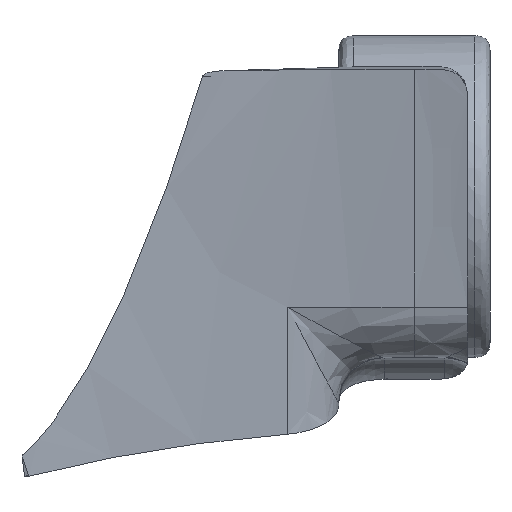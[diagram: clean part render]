
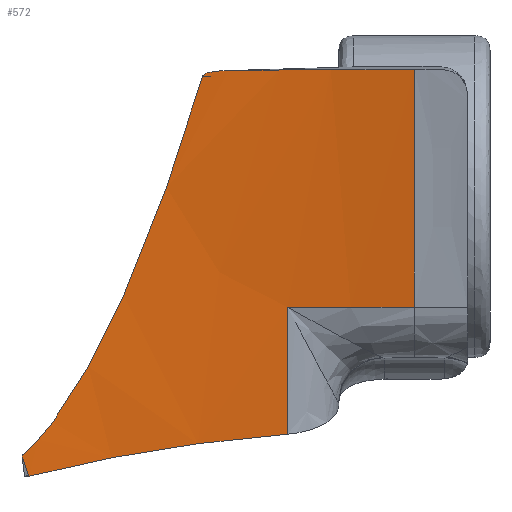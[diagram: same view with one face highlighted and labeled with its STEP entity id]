
A CAD part, top view. The second image highlights one B-rep face of the part: STEP entity #572.
In plain terms, the highlighted free-form (B-spline) face has degree [3, 3] with [5, 5] control points.
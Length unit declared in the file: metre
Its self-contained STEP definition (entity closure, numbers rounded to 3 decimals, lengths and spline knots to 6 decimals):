
#170=ORIENTED_EDGE('',*,*,#301,.F.);
#171=ORIENTED_EDGE('',*,*,#290,.F.);
#172=ORIENTED_EDGE('',*,*,#254,.F.);
#173=ORIENTED_EDGE('',*,*,#320,.F.);
#174=ORIENTED_EDGE('',*,*,#305,.F.);
#175=ORIENTED_EDGE('',*,*,#322,.F.);
#176=ORIENTED_EDGE('',*,*,#323,.F.);
#177=ORIENTED_EDGE('',*,*,#324,.F.);
#254=EDGE_CURVE('',#342,#343,#399,.T.);
#290=EDGE_CURVE('',#343,#373,#425,.T.);
#301=EDGE_CURVE('',#373,#381,#435,.T.);
#305=EDGE_CURVE('',#384,#385,#438,.T.);
#320=EDGE_CURVE('',#385,#342,#445,.T.);
#322=EDGE_CURVE('',#393,#384,#447,.T.);
#323=EDGE_CURVE('',#394,#393,#448,.F.);
#324=EDGE_CURVE('',#381,#394,#449,.F.);
#342=VERTEX_POINT('',#710);
#343=VERTEX_POINT('',#711);
#373=VERTEX_POINT('',#1073);
#381=VERTEX_POINT('',#1159);
#384=VERTEX_POINT('',#1183);
#385=VERTEX_POINT('',#1188);
#393=VERTEX_POINT('',#1320);
#394=VERTEX_POINT('',#1325);
#399=B_SPLINE_CURVE_WITH_KNOTS('',3,(#706,#707,#708,#709),.UNSPECIFIED.,
 .F.,.F.,(4,4),(0.004214,0.013326),.UNSPECIFIED.);
#425=B_SPLINE_CURVE_WITH_KNOTS('',3,(#1069,#1070,#1071,#1072),
 .UNSPECIFIED.,.F.,.F.,(4,4),(0.000097,0.000871),
 .UNSPECIFIED.);
#435=B_SPLINE_CURVE_WITH_KNOTS('',3,(#1151,#1152,#1153,#1154,#1155,#1156,
#1157,#1158),.UNSPECIFIED.,.F.,.F.,(4,1,1,1,1,4),(0.,0.001763,
0.003525,0.00705,0.010575,0.014101),
 .UNSPECIFIED.);
#438=B_SPLINE_CURVE_WITH_KNOTS('',3,(#1184,#1185,#1186,#1187),
 .UNSPECIFIED.,.F.,.F.,(4,4),(0.,0.004213),
 .UNSPECIFIED.);
#445=B_SPLINE_CURVE_WITH_KNOTS('',3,(#1282,#1283,#1284,#1285),
 .UNSPECIFIED.,.F.,.F.,(4,4),(0.,0.004252),
 .UNSPECIFIED.);
#447=B_SPLINE_CURVE_WITH_KNOTS('',3,(#1316,#1317,#1318,#1319),
 .UNSPECIFIED.,.F.,.F.,(4,4),(0.113874,0.139802),
 .UNSPECIFIED.);
#448=B_SPLINE_CURVE_WITH_KNOTS('',3,(#1321,#1322,#1323,#1324),
 .UNSPECIFIED.,.F.,.F.,(4,4),(0.,0.88174),.UNSPECIFIED.);
#449=B_SPLINE_CURVE_WITH_KNOTS('',3,(#1326,#1327,#1328,#1329,#1330,#1331,
#1332,#1333,#1334,#1335),.UNSPECIFIED.,.F.,.F.,(4,1,1,1,1,1,1,4),(0.,0.25,
0.375,0.4375,0.5,0.625,0.75,1.),.UNSPECIFIED.);
#484=EDGE_LOOP('',(#170,#171,#172,#173,#174,#175,#176,#177));
#525=FACE_BOUND('',#484,.T.);
#549=B_SPLINE_SURFACE_WITH_KNOTS('',3,3,((#1291,#1292,#1293,#1294,#1295),
(#1296,#1297,#1298,#1299,#1300),(#1301,#1302,#1303,#1304,#1305),(#1306,
#1307,#1308,#1309,#1310),(#1311,#1312,#1313,#1314,#1315)),.UNSPECIFIED.,
 .F.,.F.,.F.,(4,1,4),(4,1,4),(0.913936,0.956968,1.),(0.113608,
0.136041,0.158473),.UNSPECIFIED.);
#572=ADVANCED_FACE('',(#525),#549,.F.);
#706=CARTESIAN_POINT('',(-0.0042,0.03777,-0.020465));
#707=CARTESIAN_POINT('',(-0.007197,0.037531,-0.02004));
#708=CARTESIAN_POINT('',(-0.010076,0.03706,-0.019165));
#709=CARTESIAN_POINT('',(-0.012744,0.036374,-0.017869));
#710=CARTESIAN_POINT('',(-0.0042,0.03777,-0.020465));
#711=CARTESIAN_POINT('',(-0.012744,0.036374,-0.017869));
#1069=CARTESIAN_POINT('',(-0.012744,0.036374,-0.017869));
#1070=CARTESIAN_POINT('',(-0.01282,0.036608,-0.017791));
#1071=CARTESIAN_POINT('',(-0.012895,0.036843,-0.017713));
#1072=CARTESIAN_POINT('',(-0.012968,0.037079,-0.017636));
#1073=CARTESIAN_POINT('',(-0.012968,0.037079,-0.017636));
#1151=CARTESIAN_POINT('',(-0.012968,0.037079,-0.017636));
#1152=CARTESIAN_POINT('',(-0.012529,0.03744,-0.017814));
#1153=CARTESIAN_POINT('',(-0.01178,0.038327,-0.018047));
#1154=CARTESIAN_POINT('',(-0.010539,0.04031,-0.018281));
#1155=CARTESIAN_POINT('',(-0.009301,0.04295,-0.018305));
#1156=CARTESIAN_POINT('',(-0.00805,0.04624,-0.018107));
#1157=CARTESIAN_POINT('',(-0.007338,0.04846,-0.017862));
#1158=CARTESIAN_POINT('',(-0.007008,0.049575,-0.017717));
#1159=CARTESIAN_POINT('',(-0.007008,0.049575,-0.017717));
#1183=CARTESIAN_POINT('',(0.,0.04197,-0.020126));
#1184=CARTESIAN_POINT('',(0.,0.04197,-0.020126));
#1185=CARTESIAN_POINT('',(-0.001405,0.04197,-0.020126));
#1186=CARTESIAN_POINT('',(-0.002806,0.04197,-0.020017));
#1187=CARTESIAN_POINT('',(-0.004193,0.04197,-0.019799));
#1188=CARTESIAN_POINT('',(-0.004193,0.04197,-0.019799));
#1282=CARTESIAN_POINT('',(-0.004193,0.04197,-0.019799));
#1283=CARTESIAN_POINT('',(-0.004196,0.040573,-0.020036));
#1284=CARTESIAN_POINT('',(-0.004198,0.039173,-0.020258));
#1285=CARTESIAN_POINT('',(-0.0042,0.03777,-0.020465));
#1291=CARTESIAN_POINT('',(-0.011601,0.049905,-0.015794));
#1292=CARTESIAN_POINT('',(-0.011901,0.047679,-0.016164));
#1293=CARTESIAN_POINT('',(-0.01246,0.043122,-0.016862));
#1294=CARTESIAN_POINT('',(-0.01291,0.038554,-0.017435));
#1295=CARTESIAN_POINT('',(-0.013108,0.036293,-0.017686));
#1296=CARTESIAN_POINT('',(-0.009857,0.049904,-0.016719));
#1297=CARTESIAN_POINT('',(-0.010112,0.047678,-0.01712));
#1298=CARTESIAN_POINT('',(-0.010587,0.043122,-0.017875));
#1299=CARTESIAN_POINT('',(-0.01097,0.038553,-0.018493));
#1300=CARTESIAN_POINT('',(-0.011138,0.036293,-0.018764));
#1301=CARTESIAN_POINT('',(-0.006087,0.049904,-0.018145));
#1302=CARTESIAN_POINT('',(-0.006245,0.047678,-0.018593));
#1303=CARTESIAN_POINT('',(-0.006539,0.043121,-0.019436));
#1304=CARTESIAN_POINT('',(-0.006776,0.038553,-0.020125));
#1305=CARTESIAN_POINT('',(-0.00688,0.036292,-0.020427));
#1306=CARTESIAN_POINT('',(-0.002029,0.049904,-0.018633));
#1307=CARTESIAN_POINT('',(-0.002082,0.047678,-0.019098));
#1308=CARTESIAN_POINT('',(-0.00218,0.043121,-0.019971));
#1309=CARTESIAN_POINT('',(-0.002259,0.038553,-0.020684));
#1310=CARTESIAN_POINT('',(-0.002293,0.036292,-0.020997));
#1311=CARTESIAN_POINT('',(0.,0.049904,-0.018632));
#1312=CARTESIAN_POINT('',(0.,0.047678,-0.019097));
#1313=CARTESIAN_POINT('',(0.,0.043121,-0.01997));
#1314=CARTESIAN_POINT('',(0.,0.038553,-0.020683));
#1315=CARTESIAN_POINT('',(0.,0.036292,-0.020996));
#1316=CARTESIAN_POINT('',(0.,0.049825,-0.018649));
#1317=CARTESIAN_POINT('',(0.,0.04725,-0.019185));
#1318=CARTESIAN_POINT('',(0.,0.044609,-0.019683));
#1319=CARTESIAN_POINT('',(0.,0.04197,-0.020126));
#1320=CARTESIAN_POINT('',(0.,0.049825,-0.018649));
#1321=CARTESIAN_POINT('',(0.,0.049825,-0.018649));
#1322=CARTESIAN_POINT('',(-0.002092,0.049825,-0.018649));
#1323=CARTESIAN_POINT('',(-0.004141,0.049811,-0.0184));
#1324=CARTESIAN_POINT('',(-0.006145,0.049785,-0.017904));
#1325=CARTESIAN_POINT('',(-0.006145,0.049785,-0.017904));
#1326=CARTESIAN_POINT('',(-0.006145,0.049785,-0.017904));
#1327=CARTESIAN_POINT('',(-0.006147,0.049785,-0.017904));
#1328=CARTESIAN_POINT('',(-0.006203,0.049785,-0.017888));
#1329=CARTESIAN_POINT('',(-0.006371,0.049778,-0.017845));
#1330=CARTESIAN_POINT('',(-0.00649,0.049769,-0.017818));
#1331=CARTESIAN_POINT('',(-0.00665,0.049749,-0.01778));
#1332=CARTESIAN_POINT('',(-0.006717,0.049735,-0.017764));
#1333=CARTESIAN_POINT('',(-0.006864,0.049703,-0.017731));
#1334=CARTESIAN_POINT('',(-0.006991,0.049632,-0.01771));
#1335=CARTESIAN_POINT('',(-0.007008,0.049575,-0.017717));
